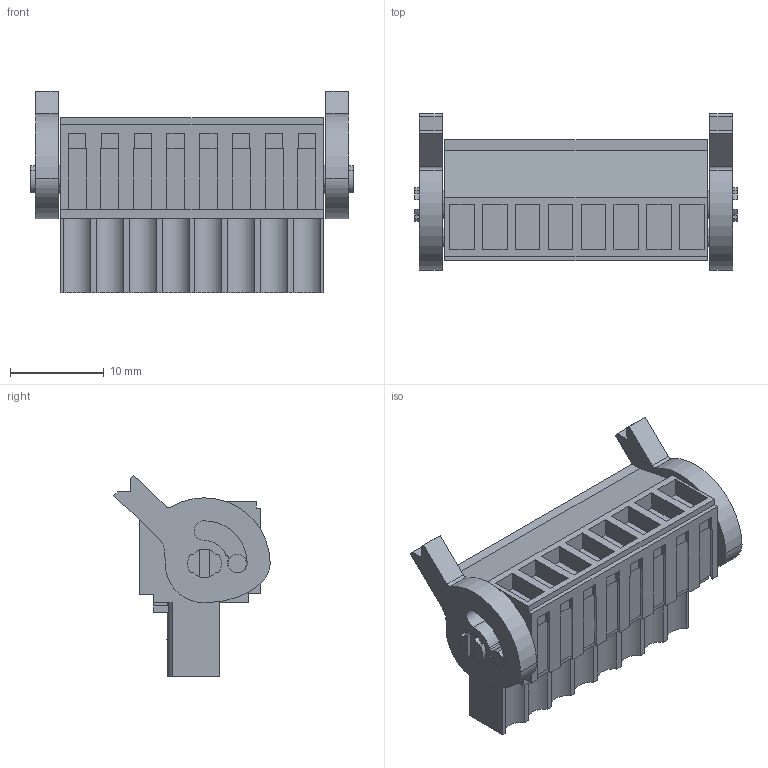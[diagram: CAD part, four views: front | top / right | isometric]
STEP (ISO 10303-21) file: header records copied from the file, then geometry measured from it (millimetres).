
FILE_DESCRIPTION(('CATIA V5 STEP Exchange','CAx-IF Rec.Pracs.--- Model Styling and Organization---1.2---2011-12-15'),'2;1');
FILE_NAME ('D1454469_0_1687940000_1687940000.stp','2017-04-25T12:13:03+00:00',('none'),('Weidmueller'),'CATIA Version 5-6 Release 2014','CATIA V5 STEP AP214','none');
FILE_SCHEMA(('AUTOMOTIVE_DESIGN { 1 0 10303 214 1 1 1 1 }'));
Length unit declared in the file: millimetre
Products named in the file (1): 1687940000
Bounding box: 34.4 x 16.66 x 21.53 mm (x, y, z)
Volume: 4678.8 mm3; surface area: 4209.3 mm2
Topology: 11 solids, 11 shells, 563 faces, 1569 edges, 1064 vertices
Faces by surface type: plane 477, cylinder 84, extrusion 2
Entity records: 16658 total; most frequent: ORIENTED_EDGE 3138, CARTESIAN_POINT 3004, DIRECTION 2231, EDGE_CURVE 1569, VECTOR 1305, LINE 1303, VERTEX_POINT 1064, EDGE_LOOP 607
